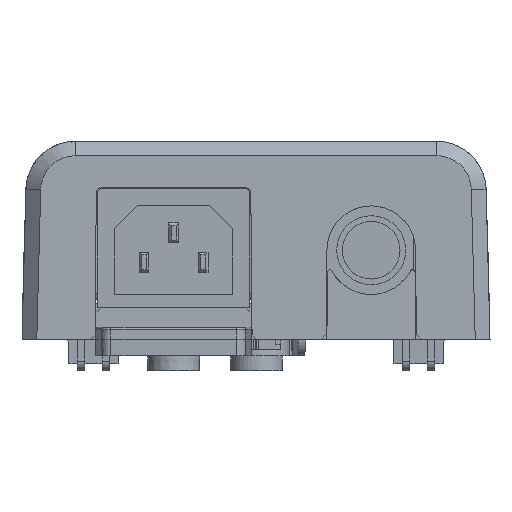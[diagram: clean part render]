
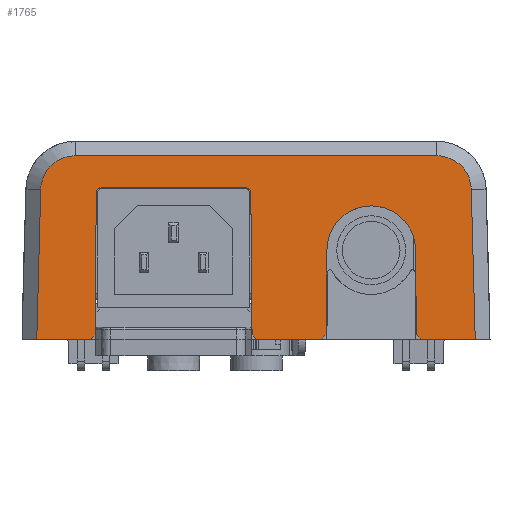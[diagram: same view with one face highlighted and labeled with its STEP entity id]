
A CAD part, left-side view. The second image highlights one B-rep face of the part: STEP entity #1765.
In plain terms, the highlighted planar face has unit normal (-1, 0, 0.026).
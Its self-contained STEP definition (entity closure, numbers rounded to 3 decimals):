
#174=ELLIPSE('',#31774,9.003,9.);
#175=ELLIPSE('',#31775,1.,1.);
#176=ELLIPSE('',#31776,1.,1.);
#504=B_SPLINE_CURVE_WITH_KNOTS('',3,(#45288,#45289,#45290,#45291,#45292,
#45293),.UNSPECIFIED.,.F.,.F.,(4,2,4),(0.,0.5,1.),.UNSPECIFIED.);
#505=B_SPLINE_CURVE_WITH_KNOTS('',3,(#45297,#45298,#45299,#45300,#45301,
#45302),.UNSPECIFIED.,.F.,.F.,(4,1,1,4),(0.,0.5,1.,
1.),.UNSPECIFIED.);
#1765=ADVANCED_FACE('',(#4761),#3346,.T.);
#3346=PLANE('',#31777);
#4761=FACE_OUTER_BOUND('',#6363,.T.);
#6363=EDGE_LOOP('',(#9798,#9799,#9800,#9801,#9802,#9803,#9804,#9805,#9806,
#9807,#9808,#9809,#9810,#9811,#9812,#9813,#9814,#9815,#9816,#9817));
#9798=ORIENTED_EDGE('',*,*,#20708,.F.);
#9799=ORIENTED_EDGE('',*,*,#20709,.F.);
#9800=ORIENTED_EDGE('',*,*,#20710,.T.);
#9801=ORIENTED_EDGE('',*,*,#20711,.F.);
#9802=ORIENTED_EDGE('',*,*,#20712,.F.);
#9803=ORIENTED_EDGE('',*,*,#20678,.F.);
#9804=ORIENTED_EDGE('',*,*,#20713,.T.);
#9805=ORIENTED_EDGE('',*,*,#20714,.T.);
#9806=ORIENTED_EDGE('',*,*,#20715,.T.);
#9807=ORIENTED_EDGE('',*,*,#20716,.T.);
#9808=ORIENTED_EDGE('',*,*,#20717,.T.);
#9809=ORIENTED_EDGE('',*,*,#20664,.T.);
#9810=ORIENTED_EDGE('',*,*,#20654,.T.);
#9811=ORIENTED_EDGE('',*,*,#20652,.T.);
#9812=ORIENTED_EDGE('',*,*,#20718,.T.);
#9813=ORIENTED_EDGE('',*,*,#20719,.T.);
#9814=ORIENTED_EDGE('',*,*,#20720,.T.);
#9815=ORIENTED_EDGE('',*,*,#20721,.F.);
#9816=ORIENTED_EDGE('',*,*,#20722,.T.);
#9817=ORIENTED_EDGE('',*,*,#20015,.F.);
#16957=VERTEX_POINT('',#41448);
#16959=VERTEX_POINT('',#41452);
#17413=VERTEX_POINT('',#45166);
#17414=VERTEX_POINT('',#45168);
#17415=VERTEX_POINT('',#45172);
#17422=VERTEX_POINT('',#45192);
#17430=VERTEX_POINT('',#45216);
#17431=VERTEX_POINT('',#45218);
#17442=VERTEX_POINT('',#45278);
#17443=VERTEX_POINT('',#45280);
#17444=VERTEX_POINT('',#45282);
#17445=VERTEX_POINT('',#45284);
#17446=VERTEX_POINT('',#45287);
#17447=VERTEX_POINT('',#45294);
#17448=VERTEX_POINT('',#45296);
#17449=VERTEX_POINT('',#45303);
#17450=VERTEX_POINT('',#45306);
#17451=VERTEX_POINT('',#45308);
#17452=VERTEX_POINT('',#45310);
#17453=VERTEX_POINT('',#45312);
#20015=EDGE_CURVE('',#16959,#16957,#24431,.T.);
#20652=EDGE_CURVE('',#17414,#17413,#24816,.T.);
#20654=EDGE_CURVE('',#17415,#17414,#24818,.T.);
#20664=EDGE_CURVE('',#17422,#17415,#24828,.T.);
#20678=EDGE_CURVE('',#17430,#17431,#24842,.T.);
#20708=EDGE_CURVE('',#17442,#16959,#24872,.T.);
#20709=EDGE_CURVE('',#17443,#17442,#24873,.T.);
#20710=EDGE_CURVE('',#17443,#17444,#174,.T.);
#20711=EDGE_CURVE('',#17445,#17444,#24874,.T.);
#20712=EDGE_CURVE('',#17431,#17445,#24875,.T.);
#20713=EDGE_CURVE('',#17430,#17446,#24876,.T.);
#20714=EDGE_CURVE('',#17446,#17447,#504,.T.);
#20715=EDGE_CURVE('',#17447,#17448,#24877,.T.);
#20716=EDGE_CURVE('',#17448,#17449,#505,.T.);
#20717=EDGE_CURVE('',#17449,#17422,#24878,.T.);
#20718=EDGE_CURVE('',#17413,#17450,#175,.T.);
#20719=EDGE_CURVE('',#17450,#17451,#24879,.T.);
#20720=EDGE_CURVE('',#17451,#17452,#176,.T.);
#20721=EDGE_CURVE('',#17453,#17452,#24880,.T.);
#20722=EDGE_CURVE('',#17453,#16957,#24881,.T.);
#24431=LINE('',#41453,#28104);
#24816=LINE('',#45167,#28507);
#24818=LINE('',#45171,#28509);
#24828=LINE('',#45191,#28519);
#24842=LINE('',#45217,#28533);
#24872=LINE('',#45277,#28563);
#24873=LINE('',#45279,#28564);
#24874=LINE('',#45283,#28565);
#24875=LINE('',#45285,#28566);
#24876=LINE('',#45286,#28567);
#24877=LINE('',#45295,#28568);
#24878=LINE('',#45304,#28569);
#24879=LINE('',#45307,#28570);
#24880=LINE('',#45311,#28571);
#24881=LINE('',#45313,#28572);
#28104=VECTOR('',#33919,1.);
#28507=VECTOR('',#34646,1.);
#28509=VECTOR('',#34650,1.);
#28519=VECTOR('',#34666,1.);
#28533=VECTOR('',#34686,1.);
#28563=VECTOR('',#34754,1.);
#28564=VECTOR('',#34755,1.);
#28565=VECTOR('',#34758,1.);
#28566=VECTOR('',#34759,1.);
#28567=VECTOR('',#34760,1.);
#28568=VECTOR('',#34761,1.);
#28569=VECTOR('',#34762,1.);
#28570=VECTOR('',#34765,1.);
#28571=VECTOR('',#34768,1.);
#28572=VECTOR('',#34769,1.);
#31774=AXIS2_PLACEMENT_3D('',#45281,#34756,#34757);
#31775=AXIS2_PLACEMENT_3D('',#45305,#34763,#34764);
#31776=AXIS2_PLACEMENT_3D('',#45309,#34766,#34767);
#31777=AXIS2_PLACEMENT_3D('',#45314,#34770,#34771);
#33919=DIRECTION('',(0.,1.,0.));
#34646=DIRECTION('',(0.026,-0.009,1.));
#34650=DIRECTION('',(0.018,-0.71,0.704));
#34666=DIRECTION('',(0.,-1.,0.));
#34686=DIRECTION('',(0.,1.,0.));
#34754=DIRECTION('',(-0.018,0.71,-0.704));
#34755=DIRECTION('',(-0.026,0.009,-1.));
#34756=DIRECTION('',(1.,0.,-0.026));
#34757=DIRECTION('',(-0.026,0.,-1.));
#34758=DIRECTION('',(0.026,0.009,1.));
#34759=DIRECTION('',(0.018,0.71,0.704));
#34760=DIRECTION('',(0.026,0.026,0.999));
#34761=DIRECTION('',(0.,1.,0.));
#34762=DIRECTION('',(-0.026,0.026,-0.999));
#34763=DIRECTION('',(1.,0.,-0.026));
#34764=DIRECTION('',(-0.026,0.,-1.));
#34765=DIRECTION('',(0.,-1.,0.));
#34766=DIRECTION('',(1.,0.,-0.026));
#34767=DIRECTION('',(0.026,0.,1.));
#34768=DIRECTION('',(0.026,0.009,1.));
#34769=DIRECTION('',(-0.018,-0.71,-0.704));
#34770=DIRECTION('',(-1.,0.,0.026));
#34771=DIRECTION('',(0.026,0.,1.));
#41448=CARTESIAN_POINT('',(-129.163,-0.106,-11.2));
#41452=CARTESIAN_POINT('',(-129.163,-13.239,-11.2));
#41453=CARTESIAN_POINT('',(-129.163,-44.499,-11.2));
#45166=CARTESIAN_POINT('',(-128.382,32.421,18.607));
#45167=CARTESIAN_POINT('',(-129.005,32.629,-5.188));
#45168=CARTESIAN_POINT('',(-129.139,32.673,-10.3));
#45171=CARTESIAN_POINT('',(-129.163,33.581,-11.2));
#45172=CARTESIAN_POINT('',(-129.163,33.581,-11.2));
#45191=CARTESIAN_POINT('',(-129.163,44.499,-11.2));
#45192=CARTESIAN_POINT('',(-129.163,44.499,-11.2));
#45216=CARTESIAN_POINT('',(-129.163,-44.499,-11.2));
#45217=CARTESIAN_POINT('',(-129.163,-44.499,-11.2));
#45218=CARTESIAN_POINT('',(-129.163,-33.556,-11.2));
#45277=CARTESIAN_POINT('',(-129.136,-14.248,-10.2));
#45278=CARTESIAN_POINT('',(-129.136,-14.248,-10.2));
#45279=CARTESIAN_POINT('',(-128.687,-14.398,6.979));
#45280=CARTESIAN_POINT('',(-128.687,-14.398,6.979));
#45281=CARTESIAN_POINT('',(-128.689,-23.397,6.9));
#45282=CARTESIAN_POINT('',(-128.687,-32.397,6.979));
#45283=CARTESIAN_POINT('',(-129.136,-32.547,-10.2));
#45284=CARTESIAN_POINT('',(-129.136,-32.547,-10.2));
#45285=CARTESIAN_POINT('',(-129.163,-33.556,-11.2));
#45286=CARTESIAN_POINT('',(-128.829,-44.165,1.551));
#45287=CARTESIAN_POINT('',(-128.365,-43.701,19.262));
#45288=CARTESIAN_POINT('',(-128.365,-43.701,19.262));
#45289=CARTESIAN_POINT('',(-128.317,-43.653,21.08));
#45290=CARTESIAN_POINT('',(-128.272,-42.886,22.825));
#45291=CARTESIAN_POINT('',(-128.205,-40.301,25.348));
#45292=CARTESIAN_POINT('',(-128.186,-38.524,26.075));
#45293=CARTESIAN_POINT('',(-128.186,-36.706,26.077));
#45294=CARTESIAN_POINT('',(-128.186,-36.706,26.077));
#45295=CARTESIAN_POINT('',(-128.186,55.663,26.077));
#45296=CARTESIAN_POINT('',(-128.186,36.706,26.077));
#45297=CARTESIAN_POINT('',(-128.186,36.706,26.077));
#45298=CARTESIAN_POINT('',(-128.186,38.507,26.075));
#45299=CARTESIAN_POINT('',(-128.225,42.098,24.613));
#45300=CARTESIAN_POINT('',(-128.318,43.653,21.062));
#45301=CARTESIAN_POINT('',(-128.365,43.701,19.262));
#45302=CARTESIAN_POINT('',(-128.365,43.701,19.262));
#45303=CARTESIAN_POINT('',(-128.365,43.701,19.262));
#45304=CARTESIAN_POINT('',(-128.829,44.165,1.551));
#45305=CARTESIAN_POINT('',(-128.382,31.421,18.598));
#45306=CARTESIAN_POINT('',(-128.356,31.421,19.598));
#45307=CARTESIAN_POINT('',(-128.356,31.321,19.598));
#45308=CARTESIAN_POINT('',(-128.356,2.054,19.598));
#45309=CARTESIAN_POINT('',(-128.382,2.054,18.598));
#45310=CARTESIAN_POINT('',(-128.382,1.054,18.607));
#45311=CARTESIAN_POINT('',(-128.359,1.061,19.482));
#45312=CARTESIAN_POINT('',(-129.139,0.802,-10.3));
#45313=CARTESIAN_POINT('',(-129.136,0.902,-10.2));
#45314=CARTESIAN_POINT('',(-129.,55.663,-4.987));
